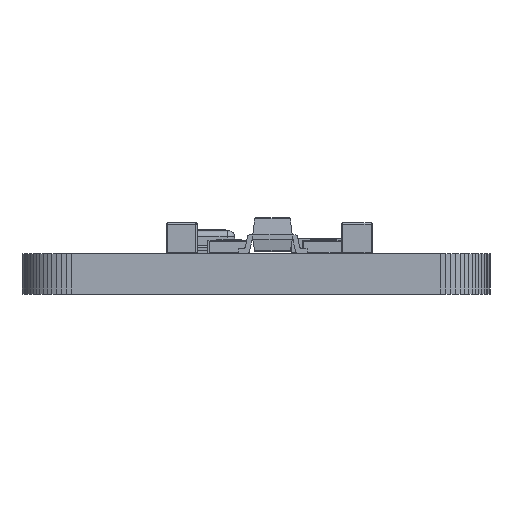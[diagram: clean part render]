
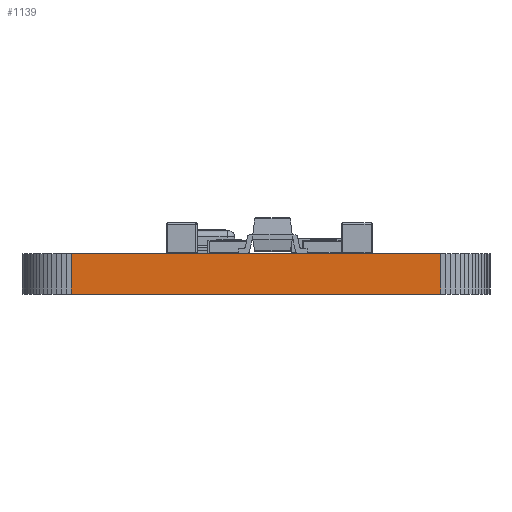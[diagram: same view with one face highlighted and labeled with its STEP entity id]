
A CAD part, left-side view. The second image highlights one B-rep face of the part: STEP entity #1139.
In plain terms, the highlighted planar face has unit normal (-1, 0, 0).
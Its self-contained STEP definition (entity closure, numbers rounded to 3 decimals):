
#1083 = VERTEX_POINT('',#1084);
#1084 = CARTESIAN_POINT('',(0.,-2.5,0.82));
#1090 = EDGE_CURVE('',#1091,#1083,#1093,.T.);
#1091 = VERTEX_POINT('',#1092);
#1092 = CARTESIAN_POINT('',(0.,-2.5,-0.82));
#1093 = LINE('',#1094,#1095);
#1094 = CARTESIAN_POINT('',(0.,-2.5,-0.82));
#1095 = VECTOR('',#1096,1.);
#1096 = DIRECTION('',(0.,0.,1.));
#1139 = ADVANCED_FACE('',(#1140),#1165,.F.);
#1140 = FACE_BOUND('',#1141,.F.);
#1141 = EDGE_LOOP('',(#1142,#1143,#1151,#1159));
#1142 = ORIENTED_EDGE('',*,*,#1090,.T.);
#1143 = ORIENTED_EDGE('',*,*,#1144,.T.);
#1144 = EDGE_CURVE('',#1083,#1145,#1147,.T.);
#1145 = VERTEX_POINT('',#1146);
#1146 = CARTESIAN_POINT('',(0.,-17.5,0.82));
#1147 = LINE('',#1148,#1149);
#1148 = CARTESIAN_POINT('',(0.,-2.5,0.82));
#1149 = VECTOR('',#1150,1.);
#1150 = DIRECTION('',(0.,-1.,0.));
#1151 = ORIENTED_EDGE('',*,*,#1152,.F.);
#1152 = EDGE_CURVE('',#1153,#1145,#1155,.T.);
#1153 = VERTEX_POINT('',#1154);
#1154 = CARTESIAN_POINT('',(0.,-17.5,-0.82));
#1155 = LINE('',#1156,#1157);
#1156 = CARTESIAN_POINT('',(0.,-17.5,-0.82));
#1157 = VECTOR('',#1158,1.);
#1158 = DIRECTION('',(0.,0.,1.));
#1159 = ORIENTED_EDGE('',*,*,#1160,.F.);
#1160 = EDGE_CURVE('',#1091,#1153,#1161,.T.);
#1161 = LINE('',#1162,#1163);
#1162 = CARTESIAN_POINT('',(0.,-2.5,-0.82));
#1163 = VECTOR('',#1164,1.);
#1164 = DIRECTION('',(0.,-1.,0.));
#1165 = PLANE('',#1166);
#1166 = AXIS2_PLACEMENT_3D('',#1167,#1168,#1169);
#1167 = CARTESIAN_POINT('',(0.,-2.5,-0.82));
#1168 = DIRECTION('',(1.,0.,0.));
#1169 = DIRECTION('',(0.,-1.,0.));
